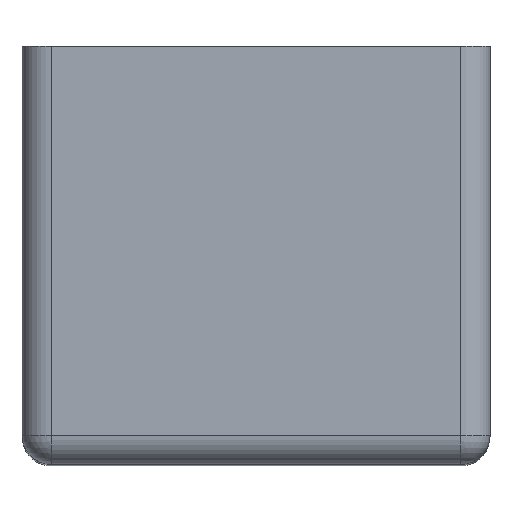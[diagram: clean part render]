
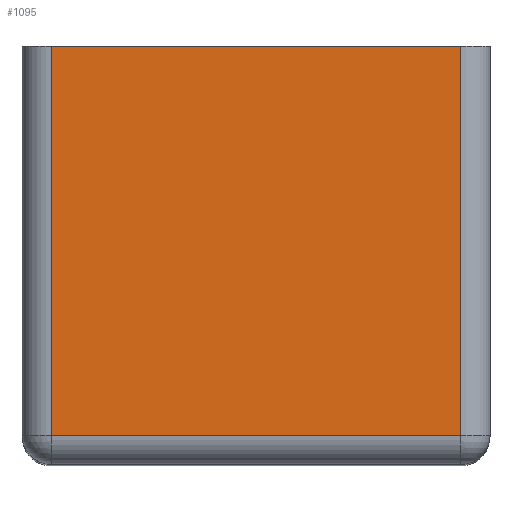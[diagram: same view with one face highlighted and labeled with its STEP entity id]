
A CAD part, top view. The second image highlights one B-rep face of the part: STEP entity #1095.
In plain terms, the highlighted planar face has unit normal (0, 0, 1).
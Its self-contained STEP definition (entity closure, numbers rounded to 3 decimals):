
#1 = LINE ( 'NONE', #1400, #963 ) ;
#45 = ORIENTED_EDGE ( 'NONE', *, *, #759, .T. ) ;
#92 = CARTESIAN_POINT ( 'NONE',  ( 35., 71.5, 79.75 ) ) ;
#116 = DIRECTION ( 'NONE',  ( 0., -1., 0. ) ) ;
#120 = EDGE_CURVE ( 'NONE', #282, #1100, #1360, .T. ) ;
#226 = CARTESIAN_POINT ( 'NONE',  ( -35., 71.5, 79.75 ) ) ;
#238 = ORIENTED_EDGE ( 'NONE', *, *, #120, .T. ) ;
#282 = VERTEX_POINT ( 'NONE', #1325 ) ;
#283 = DIRECTION ( 'NONE',  ( 1., 0., 0. ) ) ;
#295 = CARTESIAN_POINT ( 'NONE',  ( -40., 71.5, 79.75 ) ) ;
#342 = EDGE_LOOP ( 'NONE', ( #705, #45, #238, #1012 ) ) ;
#542 = CARTESIAN_POINT ( 'NONE',  ( -35., 71.5, 79.75 ) ) ;
#546 = PLANE ( 'NONE',  #1312 ) ;
#554 = CARTESIAN_POINT ( 'NONE',  ( -40., 71.5, 79.75 ) ) ;
#609 = VERTEX_POINT ( 'NONE', #699 ) ;
#637 = EDGE_CURVE ( 'NONE', #1045, #609, #933, .T. ) ;
#689 = VECTOR ( 'NONE', #116, 1000. ) ;
#699 = CARTESIAN_POINT ( 'NONE',  ( -35., 5., 79.75 ) ) ;
#705 = ORIENTED_EDGE ( 'NONE', *, *, #637, .T. ) ;
#759 = EDGE_CURVE ( 'NONE', #609, #282, #1, .T. ) ;
#810 = DIRECTION ( 'NONE',  ( 1., 0., 0. ) ) ;
#933 = LINE ( 'NONE', #226, #689 ) ;
#934 = VECTOR ( 'NONE', #283, 1000. ) ;
#940 = EDGE_CURVE ( 'NONE', #1045, #1100, #1354, .T. ) ;
#963 = VECTOR ( 'NONE', #810, 1000. ) ;
#996 = DIRECTION ( 'NONE',  ( 0., 1., 0. ) ) ;
#1009 = DIRECTION ( 'NONE',  ( 0., 0., -1. ) ) ;
#1012 = ORIENTED_EDGE ( 'NONE', *, *, #940, .F. ) ;
#1045 = VERTEX_POINT ( 'NONE', #542 ) ;
#1095 = ADVANCED_FACE ( 'NONE', ( #1250 ), #546, .F. ) ;
#1100 = VERTEX_POINT ( 'NONE', #92 ) ;
#1141 = VECTOR ( 'NONE', #996, 1000. ) ;
#1250 = FACE_OUTER_BOUND ( 'NONE', #342, .T. ) ;
#1312 = AXIS2_PLACEMENT_3D ( 'NONE', #554, #1009, #1485 ) ;
#1325 = CARTESIAN_POINT ( 'NONE',  ( 35., 5., 79.75 ) ) ;
#1347 = CARTESIAN_POINT ( 'NONE',  ( 35., 71.5, 79.75 ) ) ;
#1354 = LINE ( 'NONE', #295, #934 ) ;
#1360 = LINE ( 'NONE', #1347, #1141 ) ;
#1400 = CARTESIAN_POINT ( 'NONE',  ( -40., 5., 79.75 ) ) ;
#1485 = DIRECTION ( 'NONE',  ( 0., -1., 0. ) ) ;
